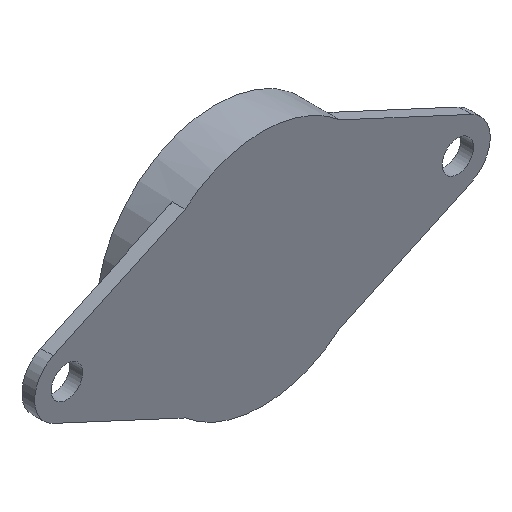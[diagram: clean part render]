
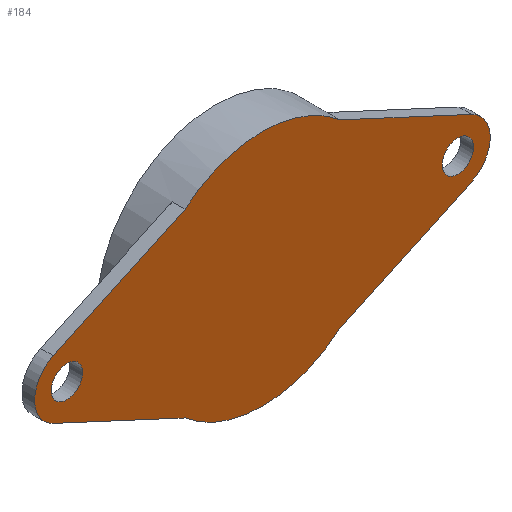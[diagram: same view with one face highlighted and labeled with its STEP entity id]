
A CAD part, isometric view. The second image highlights one B-rep face of the part: STEP entity #184.
In plain terms, the highlighted planar face has unit normal (0, -1, 0).
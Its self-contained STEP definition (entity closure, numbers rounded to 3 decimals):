
#22 = VERTEX_POINT('',#23);
#23 = CARTESIAN_POINT('',(-24.599,-33.5,3.447));
#40 = VERTEX_POINT('',#41);
#41 = CARTESIAN_POINT('',(-9.101,-33.5,10.639));
#47 = EDGE_CURVE('',#22,#40,#48,.T.);
#48 = LINE('',#49,#50);
#49 = CARTESIAN_POINT('',(-24.599,-33.5,3.447));
#50 = VECTOR('',#51,1.);
#51 = DIRECTION('',(0.907,0.,0.421));
#72 = VERTEX_POINT('',#73);
#73 = CARTESIAN_POINT('',(-24.599,-33.5,-3.447));
#79 = EDGE_CURVE('',#22,#72,#80,.T.);
#80 = CIRCLE('',#81,3.8);
#81 = AXIS2_PLACEMENT_3D('',#82,#83,#84);
#82 = CARTESIAN_POINT('',(-23.,-33.5,0.));
#83 = DIRECTION('',(0.,-1.,0.));
#84 = DIRECTION('',(1.,0.,0.));
#142 = VERTEX_POINT('',#143);
#143 = CARTESIAN_POINT('',(-9.101,-33.5,-10.639));
#149 = EDGE_CURVE('',#72,#142,#150,.T.);
#150 = LINE('',#151,#152);
#151 = CARTESIAN_POINT('',(-24.599,-33.5,-3.447));
#152 = VECTOR('',#153,1.);
#153 = DIRECTION('',(0.907,0.,-0.421));
#164 = VERTEX_POINT('',#165);
#165 = CARTESIAN_POINT('',(-21.15,-33.5,0.));
#173 = EDGE_CURVE('',#164,#164,#174,.T.);
#174 = CIRCLE('',#175,1.85);
#175 = AXIS2_PLACEMENT_3D('',#176,#177,#178);
#176 = CARTESIAN_POINT('',(-23.,-33.5,0.));
#177 = DIRECTION('',(0.,-1.,0.));
#178 = DIRECTION('',(1.,0.,0.));
#184 = ADVANCED_FACE('',(#185,#249,#252),#263,.T.);
#185 = FACE_BOUND('',#186,.T.);
#186 = EDGE_LOOP('',(#187,#188,#189,#198,#207,#215,#224,#232,#241,#248)
  );
#187 = ORIENTED_EDGE('',*,*,#79,.T.);
#188 = ORIENTED_EDGE('',*,*,#149,.T.);
#189 = ORIENTED_EDGE('',*,*,#190,.T.);
#190 = EDGE_CURVE('',#142,#191,#193,.T.);
#191 = VERTEX_POINT('',#192);
#192 = CARTESIAN_POINT('',(0.,-33.5,-14.));
#193 = CIRCLE('',#194,14.);
#194 = AXIS2_PLACEMENT_3D('',#195,#196,#197);
#195 = CARTESIAN_POINT('',(0.,-33.5,0.));
#196 = DIRECTION('',(0.,-1.,0.));
#197 = DIRECTION('',(1.,0.,0.));
#198 = ORIENTED_EDGE('',*,*,#199,.F.);
#199 = EDGE_CURVE('',#200,#191,#202,.T.);
#200 = VERTEX_POINT('',#201);
#201 = CARTESIAN_POINT('',(9.101,-33.5,-10.639));
#202 = CIRCLE('',#203,14.);
#203 = AXIS2_PLACEMENT_3D('',#204,#205,#206);
#204 = CARTESIAN_POINT('',(0.,-33.5,0.));
#205 = DIRECTION('',(-0.,1.,0.));
#206 = DIRECTION('',(-1.,-0.,0.));
#207 = ORIENTED_EDGE('',*,*,#208,.F.);
#208 = EDGE_CURVE('',#209,#200,#211,.T.);
#209 = VERTEX_POINT('',#210);
#210 = CARTESIAN_POINT('',(24.599,-33.5,-3.447));
#211 = LINE('',#212,#213);
#212 = CARTESIAN_POINT('',(24.599,-33.5,-3.447));
#213 = VECTOR('',#214,1.);
#214 = DIRECTION('',(-0.907,0.,-0.421));
#215 = ORIENTED_EDGE('',*,*,#216,.F.);
#216 = EDGE_CURVE('',#217,#209,#219,.T.);
#217 = VERTEX_POINT('',#218);
#218 = CARTESIAN_POINT('',(24.599,-33.5,3.447));
#219 = CIRCLE('',#220,3.8);
#220 = AXIS2_PLACEMENT_3D('',#221,#222,#223);
#221 = CARTESIAN_POINT('',(23.,-33.5,0.));
#222 = DIRECTION('',(0.,1.,0.));
#223 = DIRECTION('',(-1.,0.,0.));
#224 = ORIENTED_EDGE('',*,*,#225,.T.);
#225 = EDGE_CURVE('',#217,#226,#228,.T.);
#226 = VERTEX_POINT('',#227);
#227 = CARTESIAN_POINT('',(9.101,-33.5,10.639));
#228 = LINE('',#229,#230);
#229 = CARTESIAN_POINT('',(24.599,-33.5,3.447));
#230 = VECTOR('',#231,1.);
#231 = DIRECTION('',(-0.907,0.,0.421));
#232 = ORIENTED_EDGE('',*,*,#233,.F.);
#233 = EDGE_CURVE('',#234,#226,#236,.T.);
#234 = VERTEX_POINT('',#235);
#235 = CARTESIAN_POINT('',(0.,-33.5,14.));
#236 = CIRCLE('',#237,14.);
#237 = AXIS2_PLACEMENT_3D('',#238,#239,#240);
#238 = CARTESIAN_POINT('',(0.,-33.5,0.));
#239 = DIRECTION('',(-0.,1.,0.));
#240 = DIRECTION('',(-1.,-0.,0.));
#241 = ORIENTED_EDGE('',*,*,#242,.T.);
#242 = EDGE_CURVE('',#234,#40,#243,.T.);
#243 = CIRCLE('',#244,14.);
#244 = AXIS2_PLACEMENT_3D('',#245,#246,#247);
#245 = CARTESIAN_POINT('',(0.,-33.5,0.));
#246 = DIRECTION('',(0.,-1.,0.));
#247 = DIRECTION('',(1.,0.,0.));
#248 = ORIENTED_EDGE('',*,*,#47,.F.);
#249 = FACE_BOUND('',#250,.T.);
#250 = EDGE_LOOP('',(#251));
#251 = ORIENTED_EDGE('',*,*,#173,.F.);
#252 = FACE_BOUND('',#253,.T.);
#253 = EDGE_LOOP('',(#254));
#254 = ORIENTED_EDGE('',*,*,#255,.T.);
#255 = EDGE_CURVE('',#256,#256,#258,.T.);
#256 = VERTEX_POINT('',#257);
#257 = CARTESIAN_POINT('',(21.15,-33.5,0.));
#258 = CIRCLE('',#259,1.85);
#259 = AXIS2_PLACEMENT_3D('',#260,#261,#262);
#260 = CARTESIAN_POINT('',(23.,-33.5,0.));
#261 = DIRECTION('',(0.,1.,0.));
#262 = DIRECTION('',(-1.,0.,0.));
#263 = PLANE('',#264);
#264 = AXIS2_PLACEMENT_3D('',#265,#266,#267);
#265 = CARTESIAN_POINT('',(0.,-33.5,0.));
#266 = DIRECTION('',(0.,-1.,0.));
#267 = DIRECTION('',(0.,0.,1.));
